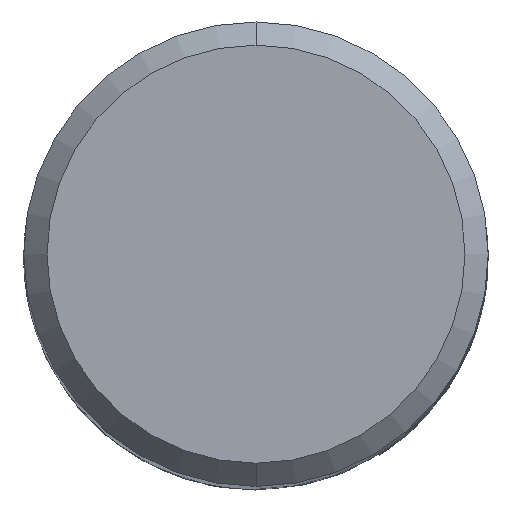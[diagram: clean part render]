
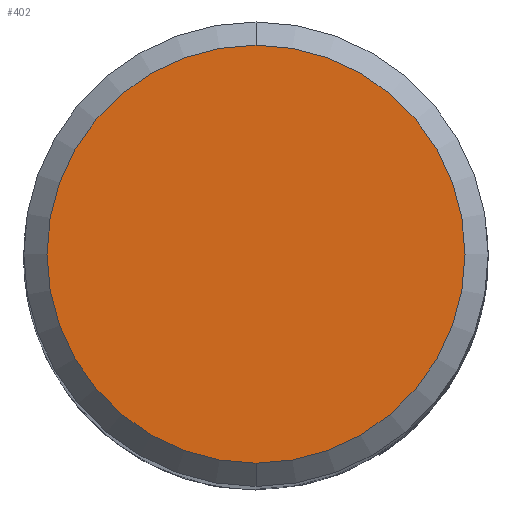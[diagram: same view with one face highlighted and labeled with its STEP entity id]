
A CAD part, top view. The second image highlights one B-rep face of the part: STEP entity #402.
In plain terms, the highlighted planar face has unit normal (0, 0, 1).
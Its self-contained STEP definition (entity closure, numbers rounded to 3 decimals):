
#402=ADVANCED_FACE('',(#1056),#1057,.T.);
#526=EDGE_CURVE('',#822,#600,#1191,.T.);
#600=VERTEX_POINT('',#1272);
#786=EDGE_CURVE('',#600,#822,#1472,.T.);
#822=VERTEX_POINT('',#1511);
#1056=FACE_OUTER_BOUND('',#2302,.T.);
#1057=PLANE('',#2303);
#1191=CIRCLE('',#3697,7.2);
#1272=CARTESIAN_POINT('',(0.,-7.2,0.0));
#1472=CIRCLE('',#5398,7.2);
#1511=CARTESIAN_POINT('',(0.0,7.2,0.0));
#2302=EDGE_LOOP('',(#7816,#7817));
#2303=AXIS2_PLACEMENT_3D('',#7818,#7819,#7820);
#3697=AXIS2_PLACEMENT_3D('',#7966,#7967,#7968);
#5398=AXIS2_PLACEMENT_3D('',#8253,#8254,#8255);
#7816=ORIENTED_EDGE('',*,*,#526,.F.);
#7817=ORIENTED_EDGE('',*,*,#786,.F.);
#7818=CARTESIAN_POINT('',(0.0,3.6,0.0));
#7819=DIRECTION('',(-0.0,0.0,1.0));
#7820=DIRECTION('',(0.0,-1.0,0.0));
#7966=CARTESIAN_POINT('',(0.0,0.0,0.0));
#7967=DIRECTION('',(0.0,0.0,-1.0));
#7968=DIRECTION('',(0.0,1.0,0.0));
#8253=CARTESIAN_POINT('',(0.0,0.0,0.0));
#8254=DIRECTION('',(0.0,0.0,-1.0));
#8255=DIRECTION('',(0.0,1.0,0.0));
